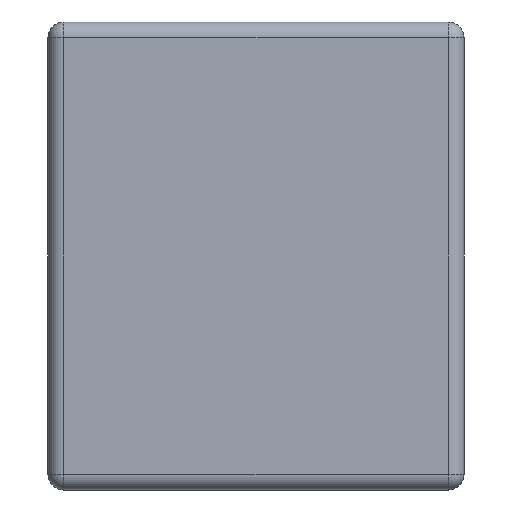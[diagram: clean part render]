
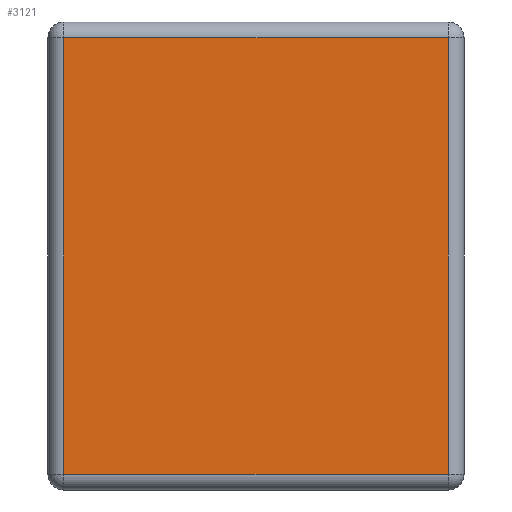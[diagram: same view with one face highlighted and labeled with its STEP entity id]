
A CAD part, left-side view. The second image highlights one B-rep face of the part: STEP entity #3121.
In plain terms, the highlighted planar face has unit normal (-1, 0, 0).
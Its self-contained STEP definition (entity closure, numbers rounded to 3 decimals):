
#241=PLANE('',#3455);
#382=LINE('',#4516,#723);
#385=LINE('',#4535,#726);
#401=LINE('',#4580,#742);
#403=LINE('',#4583,#744);
#723=VECTOR('',#3743,10.);
#726=VECTOR('',#3766,10.);
#742=VECTOR('',#3822,10.);
#744=VECTOR('',#3826,10.);
#1116=FACE_OUTER_BOUND('',#1301,.T.);
#1301=EDGE_LOOP('',(#2378,#2379,#2380,#2381));
#1524=VERTEX_POINT('',#4495);
#1527=VERTEX_POINT('',#4502);
#1531=VERTEX_POINT('',#4511);
#1535=VERTEX_POINT('',#4528);
#1827=EDGE_CURVE('',#1524,#1531,#382,.T.);
#1836=EDGE_CURVE('',#1535,#1527,#385,.T.);
#1861=EDGE_CURVE('',#1531,#1535,#401,.T.);
#1863=EDGE_CURVE('',#1527,#1524,#403,.T.);
#2378=ORIENTED_EDGE('',*,*,#1836,.F.);
#2379=ORIENTED_EDGE('',*,*,#1861,.F.);
#2380=ORIENTED_EDGE('',*,*,#1827,.F.);
#2381=ORIENTED_EDGE('',*,*,#1863,.F.);
#3121=ADVANCED_FACE('',(#1116),#241,.F.);
#3455=AXIS2_PLACEMENT_3D('',#4588,#3834,#3835);
#3743=DIRECTION('',(0.,0.,1.));
#3766=DIRECTION('',(0.,0.,-1.));
#3822=DIRECTION('',(0.,-1.,0.));
#3826=DIRECTION('',(0.,1.,0.));
#3834=DIRECTION('center_axis',(1.,0.,0.));
#3835=DIRECTION('ref_axis',(0.,1.,0.));
#4495=CARTESIAN_POINT('',(-0.8,0.37,0.03));
#4502=CARTESIAN_POINT('',(-0.8,-0.37,0.03));
#4511=CARTESIAN_POINT('',(-0.8,0.37,0.87));
#4516=CARTESIAN_POINT('',(-0.8,0.37,0.));
#4528=CARTESIAN_POINT('',(-0.8,-0.37,0.87));
#4535=CARTESIAN_POINT('',(-0.8,-0.37,0.));
#4580=CARTESIAN_POINT('',(-0.8,-0.2,0.87));
#4583=CARTESIAN_POINT('',(-0.8,-0.2,0.03));
#4588=CARTESIAN_POINT('Origin',(-0.8,-0.4,0.));
